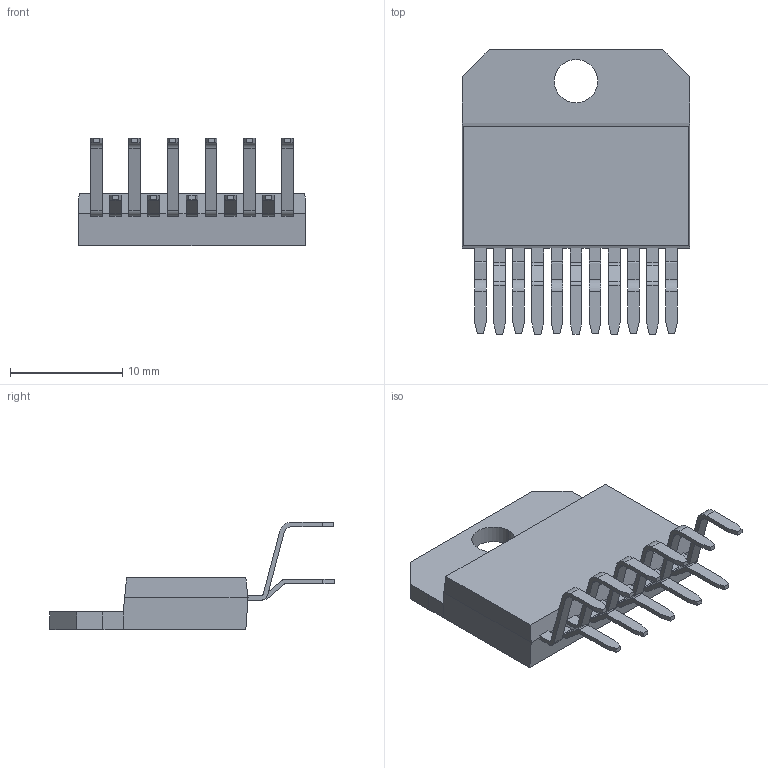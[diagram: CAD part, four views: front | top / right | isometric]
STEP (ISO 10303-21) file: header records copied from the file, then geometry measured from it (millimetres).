
FILE_DESCRIPTION (( 'STEP AP214' ), '1' );
FILE_NAME ('TO-220-11.STEP', '2020-03-10T15:07:44', ( 'Elessar' ), ( '' ), 'SwSTEP 2.0', 'SolidWorks 2018', '' );
FILE_SCHEMA (( 'AUTOMOTIVE_DESIGN' ));
Length unit declared in the file: millimetre
Products named in the file (1): TO-220-11
Bounding box: 20.25 x 25.29 x 9.57 mm (x, y, z)
Volume: 1247.2 mm3; surface area: 1374.5 mm2
Topology: 2 solids, 2 shells, 189 faces, 553 edges, 368 vertices
Faces by surface type: plane 143, cylinder 46
Entity records: 8063 total; most frequent: CARTESIAN_POINT 1111, ORIENTED_EDGE 1106, DIRECTION 1025, EDGE_CURVE 553, VECTOR 461, LINE 461, VERTEX_POINT 368, AXIS2_PLACEMENT_3D 282
